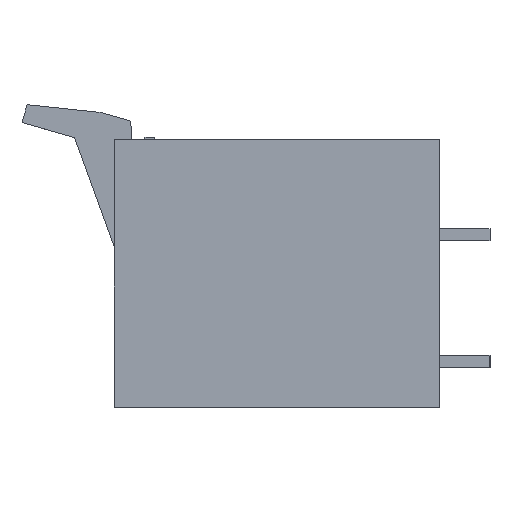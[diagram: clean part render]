
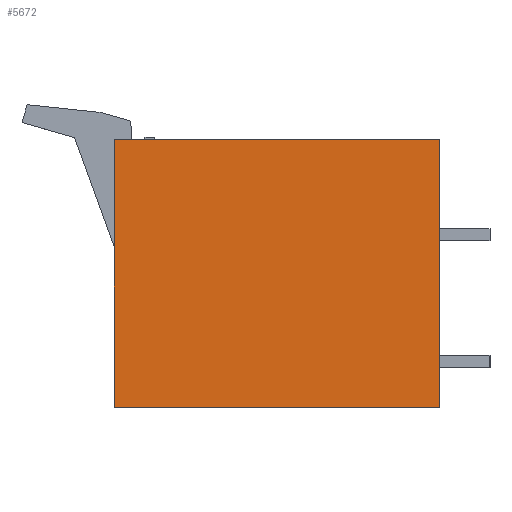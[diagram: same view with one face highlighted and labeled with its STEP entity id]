
A CAD part, left-side view. The second image highlights one B-rep face of the part: STEP entity #5672.
In plain terms, the highlighted planar face has unit normal (-1, 0, 0).
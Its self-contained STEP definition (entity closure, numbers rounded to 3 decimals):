
#5636=AXIS2_PLACEMENT_3D('Plane Axis2P3D',#5633,#5634,#5635) ;
#5633=CARTESIAN_POINT('Axis2P3D Location',(0.,0.,0.)) ;
#5638=CARTESIAN_POINT('Line Origine',(0.,21.065,26.45)) ;
#5642=CARTESIAN_POINT('Vertex',(0.,5.,26.45)) ;
#5644=CARTESIAN_POINT('Vertex',(0.,37.13,26.45)) ;
#5647=CARTESIAN_POINT('Line Origine',(0.,37.13,13.225)) ;
#5651=CARTESIAN_POINT('Vertex',(0.,37.13,0.)) ;
#5654=CARTESIAN_POINT('Line Origine',(0.,21.065,0.)) ;
#5658=CARTESIAN_POINT('Vertex',(0.,5.,0.)) ;
#5661=CARTESIAN_POINT('Line Origine',(0.,5.,13.225)) ;
#5634=DIRECTION('Axis2P3D Direction',(-1.,0.,0.)) ;
#5635=DIRECTION('Axis2P3D XDirection',(0.,-1.,0.)) ;
#5639=DIRECTION('Vector Direction',(0.,1.,0.)) ;
#5648=DIRECTION('Vector Direction',(0.,0.,-1.)) ;
#5655=DIRECTION('Vector Direction',(0.,-1.,0.)) ;
#5662=DIRECTION('Vector Direction',(0.,0.,1.)) ;
#5640=VECTOR('Line Direction',#5639,1.) ;
#5649=VECTOR('Line Direction',#5648,1.) ;
#5656=VECTOR('Line Direction',#5655,1.) ;
#5663=VECTOR('Line Direction',#5662,1.) ;
#5667=ORIENTED_EDGE('',*,*,#5646,.T.) ;
#5668=ORIENTED_EDGE('',*,*,#5653,.T.) ;
#5669=ORIENTED_EDGE('',*,*,#5660,.T.) ;
#5670=ORIENTED_EDGE('',*,*,#5665,.T.) ;
#5672=ADVANCED_FACE('HOUSING',(#5671),#5637,.T.) ;
#5646=EDGE_CURVE('',#5643,#5645,#5641,.T.) ;
#5653=EDGE_CURVE('',#5645,#5652,#5650,.T.) ;
#5660=EDGE_CURVE('',#5652,#5659,#5657,.T.) ;
#5665=EDGE_CURVE('',#5659,#5643,#5664,.T.) ;
#5666=EDGE_LOOP('',(#5667,#5668,#5669,#5670)) ;
#5671=FACE_OUTER_BOUND('',#5666,.T.) ;
#5641=LINE('Line',#5638,#5640) ;
#5650=LINE('Line',#5647,#5649) ;
#5657=LINE('Line',#5654,#5656) ;
#5664=LINE('Line',#5661,#5663) ;
#5637=PLANE('',#5636) ;
#5643=VERTEX_POINT('',#5642) ;
#5645=VERTEX_POINT('',#5644) ;
#5652=VERTEX_POINT('',#5651) ;
#5659=VERTEX_POINT('',#5658) ;
